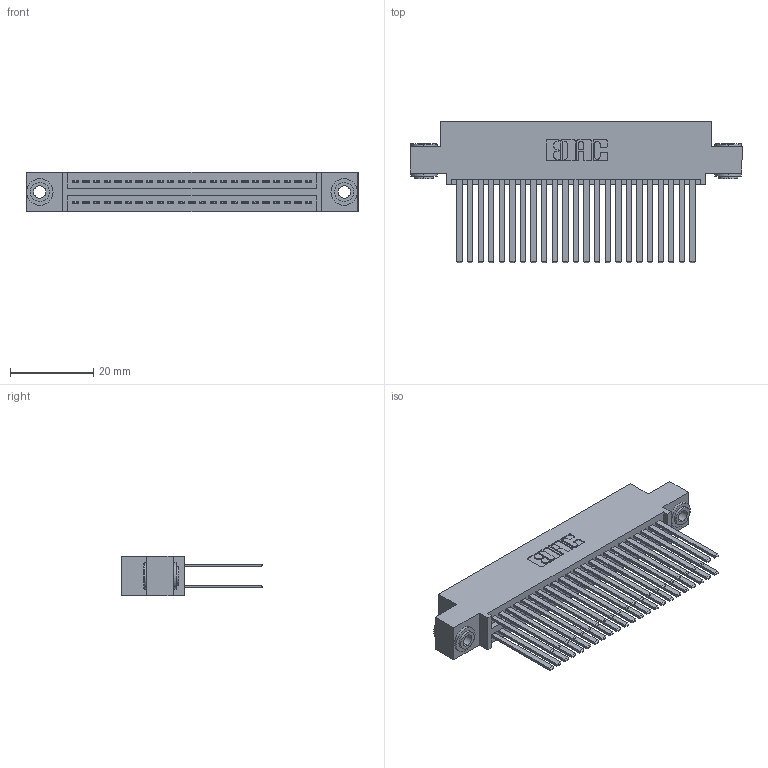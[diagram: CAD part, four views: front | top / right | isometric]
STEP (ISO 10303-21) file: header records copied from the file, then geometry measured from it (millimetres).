
FILE_DESCRIPTION (( 'STEP AP203' ), '1' );
FILE_NAME ('395-046-544-503.STEP', '2019-10-19T04:16:54', ( '' ), ( '' ), 'SwSTEP 2.0', 'SolidWorks 2016', '' );
FILE_SCHEMA (( 'CONFIG_CONTROL_DESIGN' ));
Length unit declared in the file: inch
Products named in the file (4): 345 Part_0.110 Offset - 0.156 Dia-TH; 345-292-001_345-293-144; 345-250-002_345-250-002-102; 395-046-544-503
Assembly tree (49 placements, depth 2):
  395-046-544-503
    345 Part_0.110 Offset - 0.156 Dia-TH
    345-292-001_345-293-144  x46
    345-250-002_345-250-002-102  x2
Bounding box: 79.63 x 33.96 x 9.4 mm (x, y, z)
Volume: 8149.7 mm3; surface area: 13866.4 mm2
Topology: 49 solids, 49 shells, 2192 faces, 6455 edges, 4238 vertices
Faces by surface type: plane 1428, cylinder 756, cone 8
Entity records: 21202 total; most frequent: CARTESIAN_POINT 3547, ORIENTED_EDGE 3474, DIRECTION 3179, EDGE_CURVE 1737, VECTOR 1493, LINE 1493, VERTEX_POINT 1154, AXIS2_PLACEMENT_3D 843
